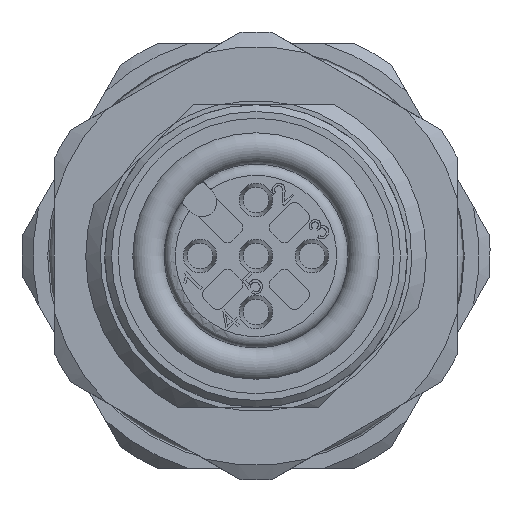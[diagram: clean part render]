
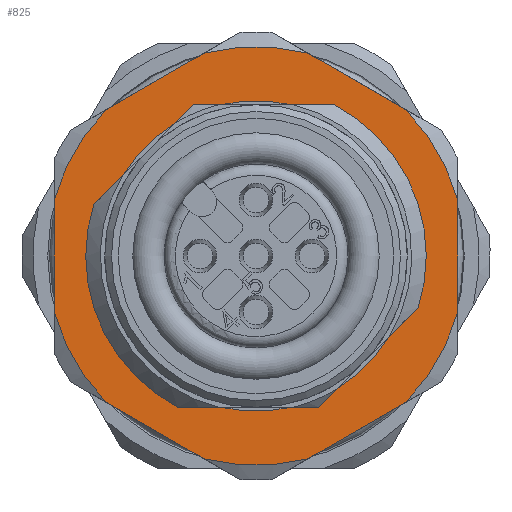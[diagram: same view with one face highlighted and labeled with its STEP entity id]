
A CAD part, left-side view. The second image highlights one B-rep face of the part: STEP entity #825.
In plain terms, the highlighted planar face has unit normal (-1, 0, 0).
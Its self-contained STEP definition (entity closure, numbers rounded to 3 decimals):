
#256=FACE_BOUND('',#1420,.T.);
#257=FACE_BOUND('',#1421,.T.);
#361=PLANE('',#4878);
#825=ADVANCED_FACE('',(#256,#257),#361,.F.);
#1420=EDGE_LOOP('',(#3084,#3085,#3086,#3087,#3088,#3089,#3090,#3091,#3092,
#3093,#3094,#3095));
#1421=EDGE_LOOP('',(#3096,#3097,#3098,#3099,#3100,#3101,#3102,#3103,#3104,
#3105,#3106,#3107,#3108,#3109));
#1455=LINE('',#6063,#1702);
#1463=LINE('',#6080,#1710);
#1467=LINE('',#6097,#1714);
#1474=LINE('',#6110,#1721);
#1478=LINE('',#6128,#1725);
#1482=LINE('',#6145,#1729);
#1490=LINE('',#6162,#1737);
#1493=LINE('',#6176,#1740);
#1674=LINE('',#8293,#1953);
#1675=LINE('',#8297,#1954);
#1676=LINE('',#8301,#1955);
#1677=LINE('',#8305,#1956);
#1678=LINE('',#8309,#1957);
#1679=LINE('',#8313,#1958);
#1702=VECTOR('',#4943,1.);
#1710=VECTOR('',#4951,1.);
#1714=VECTOR('',#4957,1.);
#1721=VECTOR('',#4964,1.);
#1725=VECTOR('',#4970,1.);
#1729=VECTOR('',#4974,1.);
#1737=VECTOR('',#4984,1.);
#1740=VECTOR('',#4987,1.);
#1953=VECTOR('',#5908,1.);
#1954=VECTOR('',#5911,1.);
#1955=VECTOR('',#5914,1.);
#1956=VECTOR('',#5917,1.);
#1957=VECTOR('',#5920,1.);
#1958=VECTOR('',#5923,1.);
#3084=ORIENTED_EDGE('',*,*,#4250,.F.);
#3085=ORIENTED_EDGE('',*,*,#4251,.F.);
#3086=ORIENTED_EDGE('',*,*,#4252,.F.);
#3087=ORIENTED_EDGE('',*,*,#4253,.F.);
#3088=ORIENTED_EDGE('',*,*,#4254,.F.);
#3089=ORIENTED_EDGE('',*,*,#4255,.F.);
#3090=ORIENTED_EDGE('',*,*,#4256,.F.);
#3091=ORIENTED_EDGE('',*,*,#4257,.F.);
#3092=ORIENTED_EDGE('',*,*,#4258,.F.);
#3093=ORIENTED_EDGE('',*,*,#4259,.F.);
#3094=ORIENTED_EDGE('',*,*,#4260,.F.);
#3095=ORIENTED_EDGE('',*,*,#4261,.F.);
#3096=ORIENTED_EDGE('',*,*,#4262,.F.);
#3097=ORIENTED_EDGE('',*,*,#3688,.T.);
#3098=ORIENTED_EDGE('',*,*,#3709,.T.);
#3099=ORIENTED_EDGE('',*,*,#4263,.F.);
#3100=ORIENTED_EDGE('',*,*,#3702,.T.);
#3101=ORIENTED_EDGE('',*,*,#3684,.T.);
#3102=ORIENTED_EDGE('',*,*,#3729,.F.);
#3103=ORIENTED_EDGE('',*,*,#4264,.F.);
#3104=ORIENTED_EDGE('',*,*,#3734,.F.);
#3105=ORIENTED_EDGE('',*,*,#3715,.F.);
#3106=ORIENTED_EDGE('',*,*,#4265,.F.);
#3107=ORIENTED_EDGE('',*,*,#3721,.F.);
#3108=ORIENTED_EDGE('',*,*,#3680,.T.);
#3109=ORIENTED_EDGE('',*,*,#3696,.T.);
#3241=VERTEX_POINT('',#6046);
#3242=VERTEX_POINT('',#6047);
#3245=VERTEX_POINT('',#6055);
#3246=VERTEX_POINT('',#6056);
#3249=VERTEX_POINT('',#6064);
#3250=VERTEX_POINT('',#6065);
#3257=VERTEX_POINT('',#6079);
#3262=VERTEX_POINT('',#6098);
#3267=VERTEX_POINT('',#6109);
#3272=VERTEX_POINT('',#6127);
#3273=VERTEX_POINT('',#6129);
#3278=VERTEX_POINT('',#6146);
#3285=VERTEX_POINT('',#6161);
#3289=VERTEX_POINT('',#6177);
#3642=VERTEX_POINT('',#8291);
#3643=VERTEX_POINT('',#8292);
#3644=VERTEX_POINT('',#8294);
#3645=VERTEX_POINT('',#8296);
#3646=VERTEX_POINT('',#8298);
#3647=VERTEX_POINT('',#8300);
#3648=VERTEX_POINT('',#8302);
#3649=VERTEX_POINT('',#8304);
#3650=VERTEX_POINT('',#8306);
#3651=VERTEX_POINT('',#8308);
#3652=VERTEX_POINT('',#8310);
#3653=VERTEX_POINT('',#8312);
#3680=EDGE_CURVE('',#3241,#3242,#4312,.T.);
#3684=EDGE_CURVE('',#3245,#3246,#4314,.T.);
#3688=EDGE_CURVE('',#3249,#3250,#1455,.T.);
#3696=EDGE_CURVE('',#3242,#3257,#1463,.T.);
#3702=EDGE_CURVE('',#3262,#3245,#1467,.T.);
#3709=EDGE_CURVE('',#3250,#3267,#1474,.T.);
#3715=EDGE_CURVE('',#3272,#3273,#1478,.T.);
#3721=EDGE_CURVE('',#3241,#3278,#1482,.T.);
#3729=EDGE_CURVE('',#3285,#3246,#1490,.T.);
#3734=EDGE_CURVE('',#3273,#3289,#1493,.T.);
#4250=EDGE_CURVE('',#3642,#3643,#4479,.T.);
#4251=EDGE_CURVE('',#3644,#3642,#1674,.T.);
#4252=EDGE_CURVE('',#3645,#3644,#4480,.T.);
#4253=EDGE_CURVE('',#3646,#3645,#1675,.T.);
#4254=EDGE_CURVE('',#3647,#3646,#4481,.T.);
#4255=EDGE_CURVE('',#3648,#3647,#1676,.T.);
#4256=EDGE_CURVE('',#3649,#3648,#4482,.T.);
#4257=EDGE_CURVE('',#3650,#3649,#1677,.T.);
#4258=EDGE_CURVE('',#3651,#3650,#4483,.T.);
#4259=EDGE_CURVE('',#3652,#3651,#1678,.T.);
#4260=EDGE_CURVE('',#3653,#3652,#4484,.T.);
#4261=EDGE_CURVE('',#3643,#3653,#1679,.T.);
#4262=EDGE_CURVE('',#3249,#3257,#4485,.T.);
#4263=EDGE_CURVE('',#3262,#3267,#4486,.T.);
#4264=EDGE_CURVE('',#3289,#3285,#4487,.T.);
#4265=EDGE_CURVE('',#3278,#3272,#4488,.T.);
#4312=CIRCLE('',#4506,7.6);
#4314=CIRCLE('',#4509,7.6);
#4479=CIRCLE('',#4868,9.346);
#4480=CIRCLE('',#4869,9.346);
#4481=CIRCLE('',#4870,9.346);
#4482=CIRCLE('',#4871,9.346);
#4483=CIRCLE('',#4872,9.346);
#4484=CIRCLE('',#4873,9.346);
#4485=CIRCLE('',#4874,6.93);
#4486=CIRCLE('',#4875,6.93);
#4487=CIRCLE('',#4876,6.93);
#4488=CIRCLE('',#4877,6.93);
#4506=AXIS2_PLACEMENT_3D('',#6045,#4927,#4928);
#4509=AXIS2_PLACEMENT_3D('',#6054,#4935,#4936);
#4868=AXIS2_PLACEMENT_3D('',#8290,#5906,#5907);
#4869=AXIS2_PLACEMENT_3D('',#8295,#5909,#5910);
#4870=AXIS2_PLACEMENT_3D('',#8299,#5912,#5913);
#4871=AXIS2_PLACEMENT_3D('',#8303,#5915,#5916);
#4872=AXIS2_PLACEMENT_3D('',#8307,#5918,#5919);
#4873=AXIS2_PLACEMENT_3D('',#8311,#5921,#5922);
#4874=AXIS2_PLACEMENT_3D('',#8314,#5924,#5925);
#4875=AXIS2_PLACEMENT_3D('',#8315,#5926,#5927);
#4876=AXIS2_PLACEMENT_3D('',#8316,#5928,#5929);
#4877=AXIS2_PLACEMENT_3D('',#8317,#5930,#5931);
#4878=AXIS2_PLACEMENT_3D('',#8318,#5932,#5933);
#4927=DIRECTION('',(1.,0.,0.));
#4928=DIRECTION('',(0.,0.,-1.));
#4935=DIRECTION('',(1.,0.,0.));
#4936=DIRECTION('',(0.,0.,-1.));
#4943=DIRECTION('',(0.,-0.707,0.707));
#4951=DIRECTION('',(0.,-0.707,0.707));
#4957=DIRECTION('',(0.,-1.,0.));
#4964=DIRECTION('',(0.,-1.,0.));
#4970=DIRECTION('',(0.,-1.,0.));
#4974=DIRECTION('',(0.,-1.,0.));
#4984=DIRECTION('',(0.,-0.707,0.707));
#4987=DIRECTION('',(0.,-0.707,0.707));
#5906=DIRECTION('',(1.,0.,0.));
#5907=DIRECTION('',(0.,-1.,0.));
#5908=DIRECTION('',(0.,0.,-1.));
#5909=DIRECTION('',(1.,0.,0.));
#5910=DIRECTION('',(0.,-1.,0.));
#5911=DIRECTION('',(0.,-0.866,-0.5));
#5912=DIRECTION('',(1.,0.,0.));
#5913=DIRECTION('',(0.,-1.,0.));
#5914=DIRECTION('',(0.,-0.866,0.5));
#5915=DIRECTION('',(1.,0.,0.));
#5916=DIRECTION('',(0.,-1.,0.));
#5917=DIRECTION('',(0.,0.,1.));
#5918=DIRECTION('',(1.,0.,0.));
#5919=DIRECTION('',(0.,-1.,0.));
#5920=DIRECTION('',(0.,0.866,0.5));
#5921=DIRECTION('',(1.,0.,0.));
#5922=DIRECTION('',(0.,-1.,0.));
#5923=DIRECTION('',(0.,0.866,-0.5));
#5924=DIRECTION('',(-1.,0.,0.));
#5925=DIRECTION('',(0.,0.,-1.));
#5926=DIRECTION('',(-1.,0.,0.));
#5927=DIRECTION('',(0.,0.,-1.));
#5928=DIRECTION('',(-1.,0.,0.));
#5929=DIRECTION('',(0.,0.,-1.));
#5930=DIRECTION('',(-1.,0.,0.));
#5931=DIRECTION('',(0.,0.,-1.));
#5932=DIRECTION('',(1.,0.,0.));
#5933=DIRECTION('',(0.,-1.,0.));
#6045=CARTESIAN_POINT('',(9.5,0.,0.));
#6046=CARTESIAN_POINT('',(9.5,3.492,-6.75));
#6047=CARTESIAN_POINT('',(9.5,7.243,2.303));
#6054=CARTESIAN_POINT('',(9.5,0.,0.));
#6055=CARTESIAN_POINT('',(9.5,-3.492,6.75));
#6056=CARTESIAN_POINT('',(9.5,-7.243,-2.303));
#6063=CARTESIAN_POINT('',(9.5,8.835,0.711));
#6064=CARTESIAN_POINT('',(9.5,3.663,5.883));
#6065=CARTESIAN_POINT('',(9.5,2.796,6.75));
#6079=CARTESIAN_POINT('',(9.5,5.883,3.663));
#6080=CARTESIAN_POINT('',(9.5,8.835,0.711));
#6097=CARTESIAN_POINT('',(9.5,2.796,6.75));
#6098=CARTESIAN_POINT('',(9.5,-1.569,6.75));
#6109=CARTESIAN_POINT('',(9.5,1.569,6.75));
#6110=CARTESIAN_POINT('',(9.5,2.796,6.75));
#6127=CARTESIAN_POINT('',(9.5,-1.569,-6.75));
#6128=CARTESIAN_POINT('',(9.5,5.744,-6.75));
#6129=CARTESIAN_POINT('',(9.5,-2.796,-6.75));
#6145=CARTESIAN_POINT('',(9.5,5.744,-6.75));
#6146=CARTESIAN_POINT('',(9.5,1.569,-6.75));
#6161=CARTESIAN_POINT('',(9.5,-5.883,-3.663));
#6162=CARTESIAN_POINT('',(9.5,-2.796,-6.75));
#6176=CARTESIAN_POINT('',(9.5,-2.796,-6.75));
#6177=CARTESIAN_POINT('',(9.5,-3.663,-5.883));
#8290=CARTESIAN_POINT('',(9.5,0.,0.));
#8291=CARTESIAN_POINT('',(9.5,-9.,-2.521));
#8292=CARTESIAN_POINT('',(9.5,-6.683,-6.534));
#8293=CARTESIAN_POINT('',(9.5,-9.,4.359));
#8294=CARTESIAN_POINT('',(9.5,-9.,2.521));
#8295=CARTESIAN_POINT('',(9.5,0.,0.));
#8296=CARTESIAN_POINT('',(9.5,-6.683,6.534));
#8297=CARTESIAN_POINT('',(9.5,-0.725,9.974));
#8298=CARTESIAN_POINT('',(9.5,-2.317,9.055));
#8299=CARTESIAN_POINT('',(9.5,0.,0.));
#8300=CARTESIAN_POINT('',(9.5,2.317,9.055));
#8301=CARTESIAN_POINT('',(9.5,8.275,5.615));
#8302=CARTESIAN_POINT('',(9.5,6.683,6.534));
#8303=CARTESIAN_POINT('',(9.5,0.,0.));
#8304=CARTESIAN_POINT('',(9.5,9.,2.521));
#8305=CARTESIAN_POINT('',(9.5,9.,-4.359));
#8306=CARTESIAN_POINT('',(9.5,9.,-2.521));
#8307=CARTESIAN_POINT('',(9.5,0.,0.));
#8308=CARTESIAN_POINT('',(9.5,6.683,-6.534));
#8309=CARTESIAN_POINT('',(9.5,0.725,-9.974));
#8310=CARTESIAN_POINT('',(9.5,2.317,-9.055));
#8311=CARTESIAN_POINT('',(9.5,0.,0.));
#8312=CARTESIAN_POINT('',(9.5,-2.317,-9.055));
#8313=CARTESIAN_POINT('',(9.5,-8.275,-5.615));
#8314=CARTESIAN_POINT('',(9.5,0.,0.));
#8315=CARTESIAN_POINT('',(9.5,0.,0.));
#8316=CARTESIAN_POINT('',(9.5,0.,0.));
#8317=CARTESIAN_POINT('',(9.5,0.,0.));
#8318=CARTESIAN_POINT('',(9.5,0.,0.));
